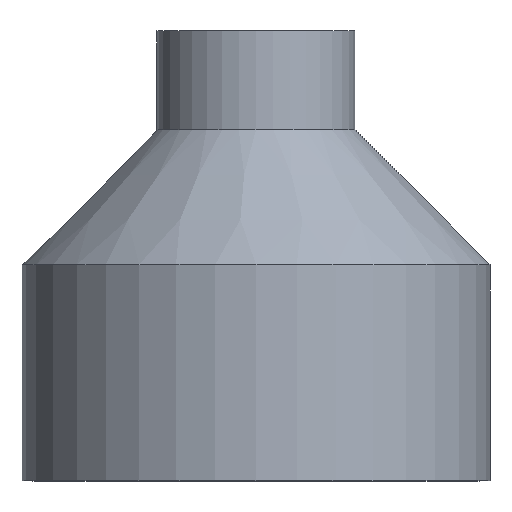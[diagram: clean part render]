
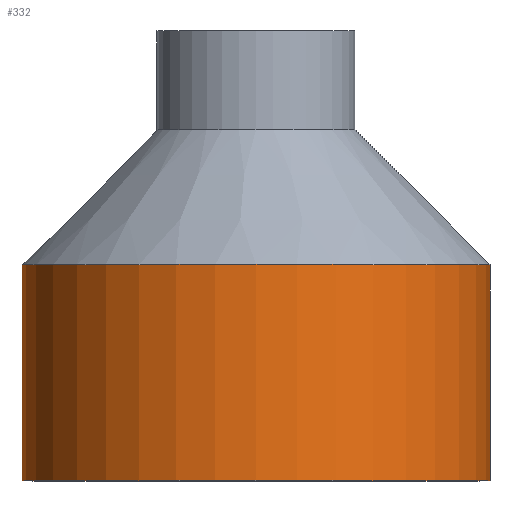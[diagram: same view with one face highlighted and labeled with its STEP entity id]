
A CAD part, top view. The second image highlights one B-rep face of the part: STEP entity #332.
In plain terms, the highlighted cylindrical face has radius 13 mm (diameter 26 mm), a full revolution.
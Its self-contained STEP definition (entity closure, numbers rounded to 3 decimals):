
#81=FACE_BOUND($,#127,.T.);
#96=FACE_OUTER_BOUND($,#126,.T.);
#126=EDGE_LOOP($,(#273));
#127=EDGE_LOOP($,(#274));
#151=CIRCLE($,#368,13.);
#152=CIRCLE($,#371,13.);
#180=VERTEX_POINT($,#565);
#181=VERTEX_POINT($,#569);
#212=EDGE_CURVE($,#180,#180,#151,.T.);
#213=EDGE_CURVE($,#181,#181,#152,.T.);
#273=ORIENTED_EDGE($,*,*,#213,.F.);
#274=ORIENTED_EDGE($,*,*,#212,.F.);
#318=CYLINDRICAL_SURFACE($,#370,13.);
#332=ADVANCED_FACE($,(#96,#81),#318,.T.);
#368=AXIS2_PLACEMENT_3D($,#566,#442,#443);
#370=AXIS2_PLACEMENT_3D($,#568,#446,#447);
#371=AXIS2_PLACEMENT_3D($,#570,#448,#449);
#442=DIRECTION('center_axis',(0.,1.,0.));
#443=DIRECTION('ref_axis',(-1.,0.,0.));
#446=DIRECTION('center_axis',(0.,1.,0.));
#447=DIRECTION('ref_axis',(1.,0.,0.));
#448=DIRECTION('center_axis',(0.,-1.,0.));
#449=DIRECTION('ref_axis',(1.,0.,0.));
#565=CARTESIAN_POINT('',(13.,12.,0.));
#566=CARTESIAN_POINT('Origin',(0.,12.,0.));
#568=CARTESIAN_POINT('Origin',(0.,0.,0.));
#569=CARTESIAN_POINT('',(-13.,0.,0.));
#570=CARTESIAN_POINT('Origin',(0.,0.,0.));
